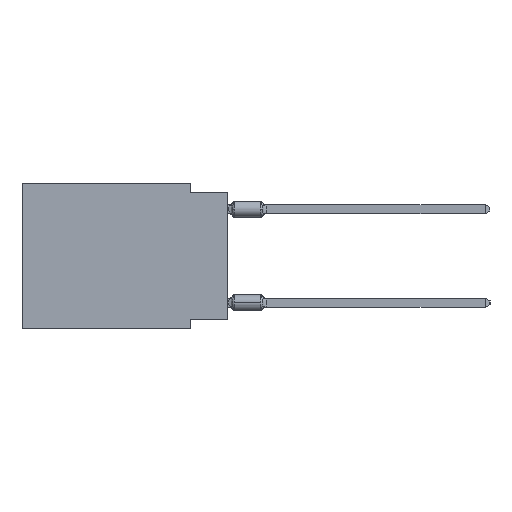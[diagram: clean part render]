
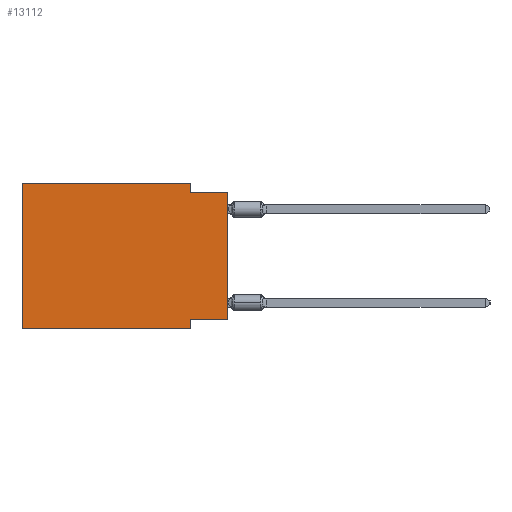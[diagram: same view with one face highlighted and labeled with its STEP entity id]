
A CAD part, left-side view. The second image highlights one B-rep face of the part: STEP entity #13112.
In plain terms, the highlighted planar face has unit normal (-1, 0, 0).
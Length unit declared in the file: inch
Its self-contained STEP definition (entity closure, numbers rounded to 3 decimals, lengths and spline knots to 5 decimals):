
#411 = CARTESIAN_POINT ( 'NONE',  ( 0., 0., -0.365 ) ) ;
#658 = VECTOR ( 'NONE', #33801, 39.37008 ) ;
#979 = DIRECTION ( 'NONE',  ( 0., 0., -1. ) ) ;
#1142 = VERTEX_POINT ( 'NONE', #34946 ) ;
#1373 = VERTEX_POINT ( 'NONE', #29828 ) ;
#3523 = ORIENTED_EDGE ( 'NONE', *, *, #12998, .T. ) ;
#5848 = VERTEX_POINT ( 'NONE', #11193 ) ;
#6968 = VECTOR ( 'NONE', #48292, 39.37008 ) ;
#7025 = EDGE_CURVE ( 'NONE', #1142, #5848, #52716, .T. ) ;
#8523 = DIRECTION ( 'NONE',  ( 0., 0., 1. ) ) ;
#8648 = CARTESIAN_POINT ( 'NONE',  ( 0., 0.1, -0.39 ) ) ;
#10943 = CARTESIAN_POINT ( 'NONE',  ( 0., 0.55, 0. ) ) ;
#11184 = VERTEX_POINT ( 'NONE', #22033 ) ;
#11193 = CARTESIAN_POINT ( 'NONE',  ( 0., 0.55, 0. ) ) ;
#12156 = ORIENTED_EDGE ( 'NONE', *, *, #7025, .F. ) ;
#12431 = DIRECTION ( 'NONE',  ( 0., 0., -1. ) ) ;
#12813 = LINE ( 'NONE', #8648, #39688 ) ;
#12998 = EDGE_CURVE ( 'NONE', #18008, #15685, #34715, .T. ) ;
#13012 = CARTESIAN_POINT ( 'NONE',  ( 0., 0., -0.365 ) ) ;
#13112 = ADVANCED_FACE ( 'NONE', ( #21316 ), #16573, .F. ) ;
#14033 = CARTESIAN_POINT ( 'NONE',  ( 0., 0.1, -0.025 ) ) ;
#15685 = VERTEX_POINT ( 'NONE', #44162 ) ;
#16045 = EDGE_CURVE ( 'NONE', #42160, #18170, #27397, .T. ) ;
#16404 = VECTOR ( 'NONE', #44561, 39.37008 ) ;
#16573 = PLANE ( 'NONE',  #33436 ) ;
#17075 = LINE ( 'NONE', #54667, #658 ) ;
#18008 = VERTEX_POINT ( 'NONE', #411 ) ;
#18170 = VERTEX_POINT ( 'NONE', #14033 ) ;
#20590 = EDGE_CURVE ( 'NONE', #18008, #11184, #51162, .T. ) ;
#20972 = EDGE_CURVE ( 'NONE', #1142, #1373, #36428, .T. ) ;
#21316 = FACE_OUTER_BOUND ( 'NONE', #35078, .T. ) ;
#21956 = VECTOR ( 'NONE', #39187, 39.37008 ) ;
#22033 = CARTESIAN_POINT ( 'NONE',  ( 0., 0.1, -0.365 ) ) ;
#23274 = ORIENTED_EDGE ( 'NONE', *, *, #20590, .F. ) ;
#24678 = ORIENTED_EDGE ( 'NONE', *, *, #54545, .F. ) ;
#25588 = ORIENTED_EDGE ( 'NONE', *, *, #49714, .F. ) ;
#25630 = DIRECTION ( 'NONE',  ( 0., 0., -1. ) ) ;
#26992 = EDGE_CURVE ( 'NONE', #11184, #1373, #12813, .T. ) ;
#27397 = LINE ( 'NONE', #44102, #36173 ) ;
#29828 = CARTESIAN_POINT ( 'NONE',  ( 0., 0.1, -0.39 ) ) ;
#30286 = ORIENTED_EDGE ( 'NONE', *, *, #26992, .F. ) ;
#31702 = CARTESIAN_POINT ( 'NONE',  ( 0., 0.55, -0.39 ) ) ;
#33436 = AXIS2_PLACEMENT_3D ( 'NONE', #33590, #50592, #12431 ) ;
#33590 = CARTESIAN_POINT ( 'NONE',  ( 0., 0.55, 0. ) ) ;
#33801 = DIRECTION ( 'NONE',  ( 0., -1., 0. ) ) ;
#34715 = LINE ( 'NONE', #47255, #37749 ) ;
#34946 = CARTESIAN_POINT ( 'NONE',  ( 0., 0.55, -0.39 ) ) ;
#35078 = EDGE_LOOP ( 'NONE', ( #3523, #25588, #38747, #24678, #12156, #40721, #30286, #23274 ) ) ;
#36173 = VECTOR ( 'NONE', #979, 39.37008 ) ;
#36428 = LINE ( 'NONE', #31702, #54920 ) ;
#36933 = CARTESIAN_POINT ( 'NONE',  ( 0., 0.1, 0. ) ) ;
#37749 = VECTOR ( 'NONE', #8523, 39.37008 ) ;
#38747 = ORIENTED_EDGE ( 'NONE', *, *, #16045, .F. ) ;
#39187 = DIRECTION ( 'NONE',  ( 0., 1., 0. ) ) ;
#39688 = VECTOR ( 'NONE', #25630, 39.37008 ) ;
#40721 = ORIENTED_EDGE ( 'NONE', *, *, #20972, .T. ) ;
#42160 = VERTEX_POINT ( 'NONE', #36933 ) ;
#44102 = CARTESIAN_POINT ( 'NONE',  ( 0., 0.1, 0. ) ) ;
#44162 = CARTESIAN_POINT ( 'NONE',  ( 0., 0., -0.025 ) ) ;
#44561 = DIRECTION ( 'NONE',  ( 0., -1., 0. ) ) ;
#47255 = CARTESIAN_POINT ( 'NONE',  ( 0., 0., 0. ) ) ;
#48292 = DIRECTION ( 'NONE',  ( 0., 0., 1. ) ) ;
#48738 = CARTESIAN_POINT ( 'NONE',  ( 0., 0., -0.025 ) ) ;
#49714 = EDGE_CURVE ( 'NONE', #18170, #15685, #52891, .T. ) ;
#50592 = DIRECTION ( 'NONE',  ( 1., 0., 0. ) ) ;
#51162 = LINE ( 'NONE', #13012, #21956 ) ;
#52716 = LINE ( 'NONE', #10943, #6968 ) ;
#52891 = LINE ( 'NONE', #48738, #16404 ) ;
#53413 = DIRECTION ( 'NONE',  ( 0., -1., 0. ) ) ;
#54545 = EDGE_CURVE ( 'NONE', #5848, #42160, #17075, .T. ) ;
#54667 = CARTESIAN_POINT ( 'NONE',  ( 0., 0.55, 0. ) ) ;
#54920 = VECTOR ( 'NONE', #53413, 39.37008 ) ;
